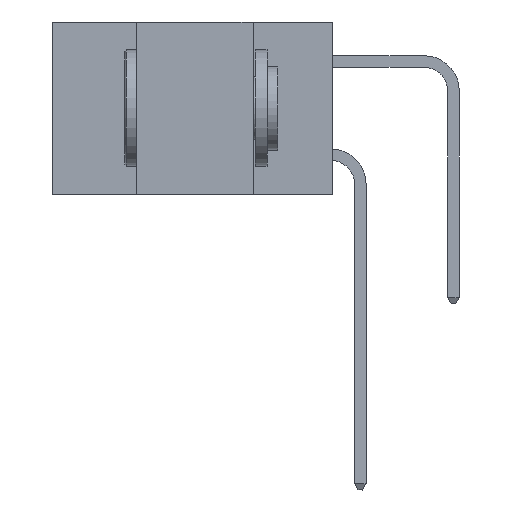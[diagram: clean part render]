
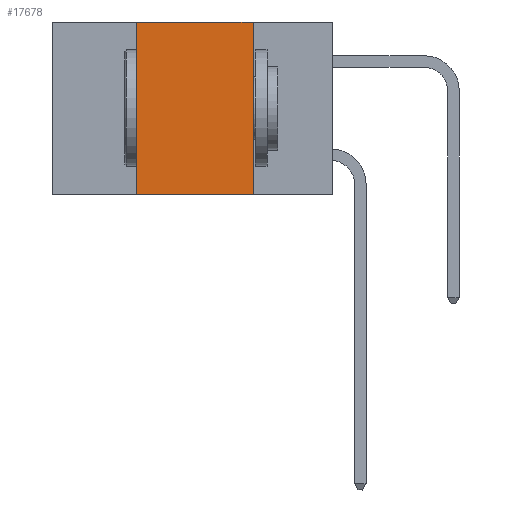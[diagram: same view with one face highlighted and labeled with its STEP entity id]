
A CAD part, left-side view. The second image highlights one B-rep face of the part: STEP entity #17678.
In plain terms, the highlighted planar face has unit normal (-1, 0, 0).
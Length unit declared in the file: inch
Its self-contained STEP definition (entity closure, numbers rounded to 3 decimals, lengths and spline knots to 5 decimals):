
#923 = VECTOR ( 'NONE', #23605, 39.37008 ) ;
#1919 = CARTESIAN_POINT ( 'NONE',  ( 0., 0.42, -0.37 ) ) ;
#2558 = ORIENTED_EDGE ( 'NONE', *, *, #20938, .F. ) ;
#2838 = ORIENTED_EDGE ( 'NONE', *, *, #9678, .F. ) ;
#3248 = DIRECTION ( 'NONE',  ( 0., 0., -1. ) ) ;
#3563 = LINE ( 'NONE', #9331, #8766 ) ;
#3830 = LINE ( 'NONE', #8447, #17831 ) ;
#4799 = LINE ( 'NONE', #12493, #923 ) ;
#5086 = VERTEX_POINT ( 'NONE', #19242 ) ;
#5790 = DIRECTION ( 'NONE',  ( 0., 0., -1. ) ) ;
#5865 = ORIENTED_EDGE ( 'NONE', *, *, #13466, .F. ) ;
#6581 = LINE ( 'NONE', #20345, #17270 ) ;
#8447 = CARTESIAN_POINT ( 'NONE',  ( 0., 0.42, -0.37 ) ) ;
#8766 = VECTOR ( 'NONE', #5790, 39.37008 ) ;
#9331 = CARTESIAN_POINT ( 'NONE',  ( 0., 0.17, -0.37 ) ) ;
#9494 = FACE_OUTER_BOUND ( 'NONE', #9630, .T. ) ;
#9630 = EDGE_LOOP ( 'NONE', ( #2838, #5865, #2558, #18625 ) ) ;
#9678 = EDGE_CURVE ( 'NONE', #12232, #5086, #3563, .T. ) ;
#12080 = CARTESIAN_POINT ( 'NONE',  ( 0., 0.42, 0. ) ) ;
#12232 = VERTEX_POINT ( 'NONE', #23884 ) ;
#12493 = CARTESIAN_POINT ( 'NONE',  ( 0., 0.6, 0. ) ) ;
#12850 = PLANE ( 'NONE',  #18385 ) ;
#12853 = DIRECTION ( 'NONE',  ( 0., -1., 0. ) ) ;
#13466 = EDGE_CURVE ( 'NONE', #16708, #12232, #4799, .T. ) ;
#14347 = VERTEX_POINT ( 'NONE', #1919 ) ;
#14719 = EDGE_CURVE ( 'NONE', #14347, #5086, #6581, .T. ) ;
#14744 = DIRECTION ( 'NONE',  ( 1., 0., 0. ) ) ;
#16530 = CARTESIAN_POINT ( 'NONE',  ( 0., 0.6, 0. ) ) ;
#16708 = VERTEX_POINT ( 'NONE', #12080 ) ;
#17270 = VECTOR ( 'NONE', #12853, 39.37008 ) ;
#17678 = ADVANCED_FACE ( 'NONE', ( #9494 ), #12850, .F. ) ;
#17831 = VECTOR ( 'NONE', #23395, 39.37008 ) ;
#18385 = AXIS2_PLACEMENT_3D ( 'NONE', #16530, #14744, #3248 ) ;
#18625 = ORIENTED_EDGE ( 'NONE', *, *, #14719, .T. ) ;
#19242 = CARTESIAN_POINT ( 'NONE',  ( 0., 0.17, -0.37 ) ) ;
#20345 = CARTESIAN_POINT ( 'NONE',  ( 0., 0.6, -0.37 ) ) ;
#20938 = EDGE_CURVE ( 'NONE', #14347, #16708, #3830, .T. ) ;
#23395 = DIRECTION ( 'NONE',  ( 0., 0., 1. ) ) ;
#23605 = DIRECTION ( 'NONE',  ( 0., -1., 0. ) ) ;
#23884 = CARTESIAN_POINT ( 'NONE',  ( 0., 0.17, 0. ) ) ;
